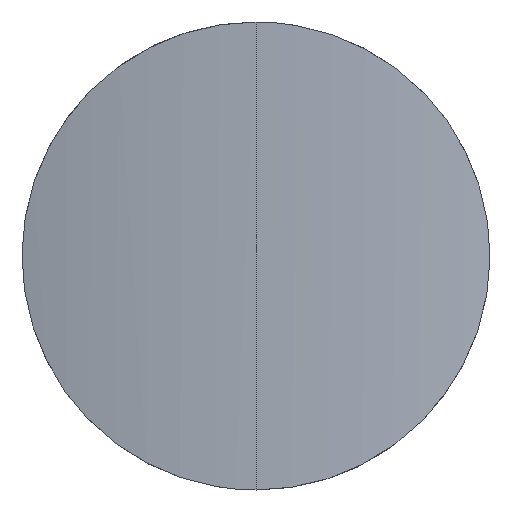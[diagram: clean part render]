
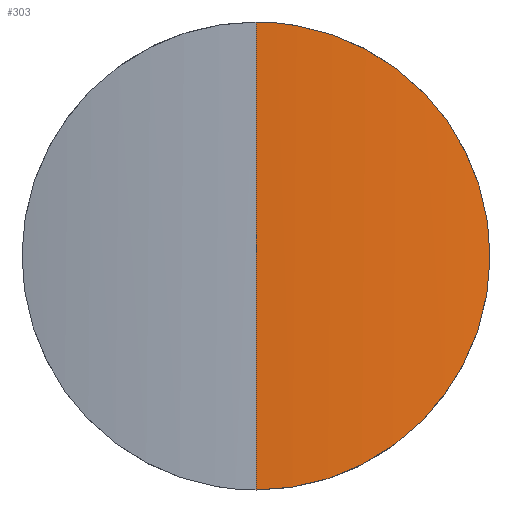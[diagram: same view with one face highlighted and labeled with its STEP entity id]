
A CAD part, left-side view. The second image highlights one B-rep face of the part: STEP entity #303.
In plain terms, the highlighted cylindrical face has radius 27.4 mm (diameter 54.8 mm), a partial arc.
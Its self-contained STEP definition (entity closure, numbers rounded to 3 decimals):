
#2 = CARTESIAN_POINT ( 'NONE',  ( 0.312, -4.131, 1.542 ) ) ;
#30 = CARTESIAN_POINT ( 'NONE',  ( 0.138, -2.777, 11.864 ) ) ;
#37 = CARTESIAN_POINT ( 'NONE',  ( 0.036, -1.421, 0.16 ) ) ;
#40 = CARTESIAN_POINT ( 'NONE',  ( 0.009, -0.821, 0.041 ) ) ;
#47 = CARTESIAN_POINT ( 'NONE',  ( 0.581, -5.615, 9.024 ) ) ;
#55 = DIRECTION ( 'NONE',  ( 0., 0., -1. ) ) ;
#62 = CARTESIAN_POINT ( 'NONE',  ( 0.647, -5.917, 4.228 ) ) ;
#66 = CARTESIAN_POINT ( 'NONE',  ( 0.138, -2.775, 0.635 ) ) ;
#70 = AXIS2_PLACEMENT_3D ( 'NONE', #337, #111, #131 ) ;
#72 = CARTESIAN_POINT ( 'NONE',  ( 0.713, -6.209, 5.426 ) ) ;
#82 = CARTESIAN_POINT ( 'NONE',  ( 0., 0., 12.5 ) ) ;
#85 = CARTESIAN_POINT ( 'NONE',  ( 0.405, -4.705, 2.116 ) ) ;
#111 = DIRECTION ( 'NONE',  ( 0., 0., -1. ) ) ;
#114 = EDGE_CURVE ( 'NONE', #137, #269, #122, .T. ) ;
#115 = CARTESIAN_POINT ( 'NONE',  ( 0.178, -3.133, 0.827 ) ) ;
#122 = B_SPLINE_CURVE_WITH_KNOTS ( 'NONE', 3,
 ( #274, #323, #40, #37, #140, #244, #248, #66, #115, #216, #2, #85, #187, #218, #191, #298, #62, #164, #246, #72, #201, #231, #177, #283, #185, #150, #160, #47, #133, #136, #294, #292, #128, #213, #30, #267, #339, #311, #207, #138, #172, #82 ),
 .UNSPECIFIED., .F., .F.,
 ( 4, 2, 2, 2, 2, 2, 2, 2, 2, 2, 2, 2, 2, 2, 2, 2, 2, 2, 2, 2, 4 ),
 ( 0.01, 0.011, 0.012, 0.012, 0.013, 0.015, 0.016, 0.017, 0.018, 0.018, 0.02, 0.021, 0.021, 0.022, 0.023, 0.024, 0.026, 0.027, 0.028, 0.028, 0.029 ),
 .UNSPECIFIED. ) ;
#125 = EDGE_LOOP ( 'NONE', ( #240, #158 ) ) ;
#128 = CARTESIAN_POINT ( 'NONE',  ( 0.265, -3.82, 11.213 ) ) ;
#131 = DIRECTION ( 'NONE',  ( -1., 0., 0. ) ) ;
#133 = CARTESIAN_POINT ( 'NONE',  ( 0.541, -5.424, 9.383 ) ) ;
#136 = CARTESIAN_POINT ( 'NONE',  ( 0.454, -4.971, 10.061 ) ) ;
#137 = VERTEX_POINT ( 'NONE', #263 ) ;
#138 = CARTESIAN_POINT ( 'NONE',  ( 0.009, -0.823, 12.459 ) ) ;
#140 = CARTESIAN_POINT ( 'NONE',  ( 0.047, -1.62, 0.21 ) ) ;
#150 = CARTESIAN_POINT ( 'NONE',  ( 0.647, -5.921, 8.262 ) ) ;
#158 = ORIENTED_EDGE ( 'NONE', *, *, #223, .T. ) ;
#160 = CARTESIAN_POINT ( 'NONE',  ( 0.632, -5.851, 8.457 ) ) ;
#164 = CARTESIAN_POINT ( 'NONE',  ( 0.673, -6.037, 4.619 ) ) ;
#172 = CARTESIAN_POINT ( 'NONE',  ( 0., -0.414, 12.5 ) ) ;
#177 = CARTESIAN_POINT ( 'NONE',  ( 0.713, -6.209, 7.071 ) ) ;
#181 = CARTESIAN_POINT ( 'NONE',  ( 0., 0., 12.5 ) ) ;
#182 = VECTOR ( 'NONE', #55, 1000. ) ;
#185 = CARTESIAN_POINT ( 'NONE',  ( 0.674, -6.04, 7.869 ) ) ;
#187 = CARTESIAN_POINT ( 'NONE',  ( 0.452, -4.964, 2.43 ) ) ;
#191 = CARTESIAN_POINT ( 'NONE',  ( 0.581, -5.614, 3.473 ) ) ;
#201 = CARTESIAN_POINT ( 'NONE',  ( 0.722, -6.25, 5.836 ) ) ;
#205 = FACE_OUTER_BOUND ( 'NONE', #125, .T. ) ;
#207 = CARTESIAN_POINT ( 'NONE',  ( 0.037, -1.43, 12.338 ) ) ;
#213 = CARTESIAN_POINT ( 'NONE',  ( 0.178, -3.138, 11.67 ) ) ;
#216 = CARTESIAN_POINT ( 'NONE',  ( 0.264, -3.811, 1.28 ) ) ;
#218 = CARTESIAN_POINT ( 'NONE',  ( 0.541, -5.42, 3.112 ) ) ;
#223 = EDGE_CURVE ( 'NONE', #269, #137, #309, .T. ) ;
#231 = CARTESIAN_POINT ( 'NONE',  ( 0.722, -6.25, 6.664 ) ) ;
#240 = ORIENTED_EDGE ( 'NONE', *, *, #114, .T. ) ;
#244 = CARTESIAN_POINT ( 'NONE',  ( 0.073, -2.013, 0.329 ) ) ;
#246 = CARTESIAN_POINT ( 'NONE',  ( 0.685, -6.088, 4.82 ) ) ;
#248 = CARTESIAN_POINT ( 'NONE',  ( 0.088, -2.208, 0.399 ) ) ;
#263 = CARTESIAN_POINT ( 'NONE',  ( 0., 0., 0. ) ) ;
#267 = CARTESIAN_POINT ( 'NONE',  ( 0.089, -2.214, 12.098 ) ) ;
#269 = VERTEX_POINT ( 'NONE', #341 ) ;
#274 = CARTESIAN_POINT ( 'NONE',  ( 0., 0., 0. ) ) ;
#283 = CARTESIAN_POINT ( 'NONE',  ( 0.685, -6.09, 7.671 ) ) ;
#292 = CARTESIAN_POINT ( 'NONE',  ( 0.312, -4.134, 10.955 ) ) ;
#294 = CARTESIAN_POINT ( 'NONE',  ( 0.406, -4.708, 10.381 ) ) ;
#298 = CARTESIAN_POINT ( 'NONE',  ( 0.631, -5.848, 4.036 ) ) ;
#303 = ADVANCED_FACE ( 'NONE', ( #205 ), #312, .T. ) ;
#309 = LINE ( 'NONE', #181, #182 ) ;
#311 = CARTESIAN_POINT ( 'NONE',  ( 0.048, -1.631, 12.287 ) ) ;
#312 = CYLINDRICAL_SURFACE ( 'NONE', #70, 27.4 ) ;
#323 = CARTESIAN_POINT ( 'NONE',  ( 0., -0.414, 0. ) ) ;
#337 = CARTESIAN_POINT ( 'NONE',  ( 27.4, 0., 12.5 ) ) ;
#339 = CARTESIAN_POINT ( 'NONE',  ( 0.074, -2.022, 12.167 ) ) ;
#341 = CARTESIAN_POINT ( 'NONE',  ( 0., 0., 12.5 ) ) ;
